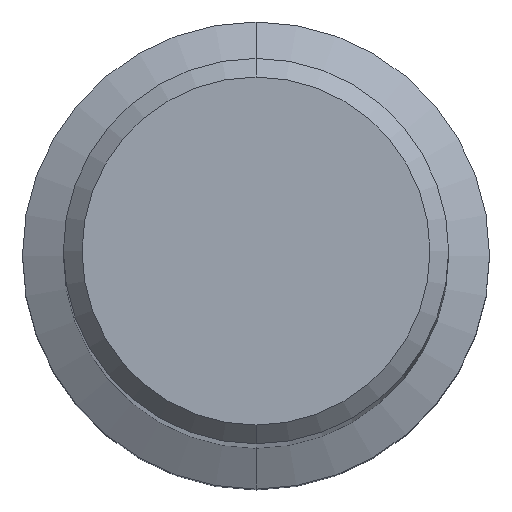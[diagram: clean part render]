
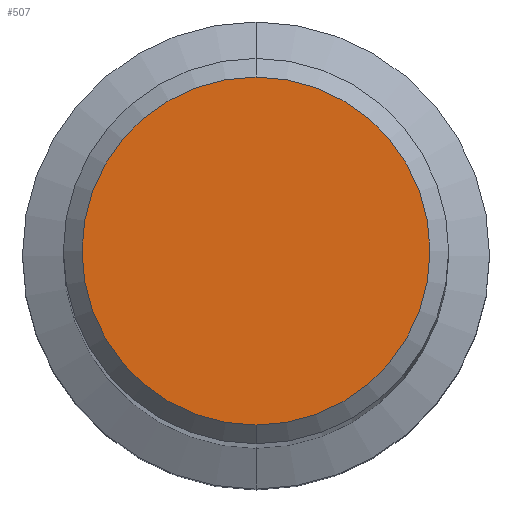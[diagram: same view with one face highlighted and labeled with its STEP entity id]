
A CAD part, top view. The second image highlights one B-rep face of the part: STEP entity #507.
In plain terms, the highlighted planar face has unit normal (0, 0, 1).
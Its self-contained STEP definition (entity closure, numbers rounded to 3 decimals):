
#255=EDGE_CURVE('',#455,#345,#618,.T.);
#345=VERTEX_POINT('',#722);
#449=EDGE_CURVE('',#345,#455,#834,.T.);
#455=VERTEX_POINT('',#841);
#507=ADVANCED_FACE('',(#897),#898,.T.);
#618=CIRCLE('',#1056,7.45);
#722=CARTESIAN_POINT('',(0.,-7.45,0.0));
#834=CIRCLE('',#1511,7.45);
#841=CARTESIAN_POINT('',(0.0,7.45,0.0));
#897=FACE_OUTER_BOUND('',#1619,.T.);
#898=PLANE('',#1620);
#1056=AXIS2_PLACEMENT_3D('',#1795,#1796,#1797);
#1511=AXIS2_PLACEMENT_3D('',#2040,#2041,#2042);
#1619=EDGE_LOOP('',(#2113,#2114));
#1620=AXIS2_PLACEMENT_3D('',#2115,#2116,#2117);
#1795=CARTESIAN_POINT('',(0.0,0.0,0.0));
#1796=DIRECTION('',(0.0,0.0,-1.0));
#1797=DIRECTION('',(0.0,1.0,0.0));
#2040=CARTESIAN_POINT('',(0.0,0.0,0.0));
#2041=DIRECTION('',(0.0,0.0,-1.0));
#2042=DIRECTION('',(0.0,1.0,0.0));
#2113=ORIENTED_EDGE('',*,*,#255,.F.);
#2114=ORIENTED_EDGE('',*,*,#449,.F.);
#2115=CARTESIAN_POINT('',(0.0,3.725,0.0));
#2116=DIRECTION('',(-0.0,0.0,1.0));
#2117=DIRECTION('',(0.0,-1.0,0.0));
